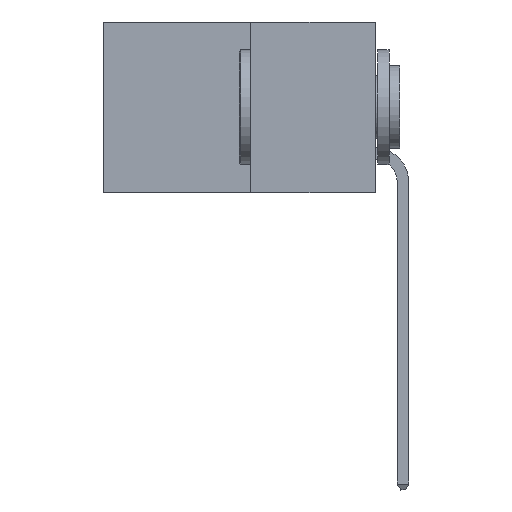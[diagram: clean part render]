
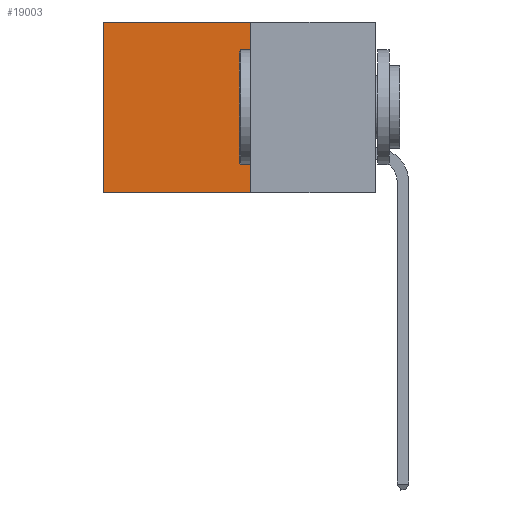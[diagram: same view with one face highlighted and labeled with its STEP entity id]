
A CAD part, left-side view. The second image highlights one B-rep face of the part: STEP entity #19003.
In plain terms, the highlighted planar face has unit normal (-1, 0, 0).
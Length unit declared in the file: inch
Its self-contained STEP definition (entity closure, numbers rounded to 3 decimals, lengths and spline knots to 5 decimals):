
#698 = ORIENTED_EDGE ( 'NONE', *, *, #18376, .F. ) ;
#1010 = VERTEX_POINT ( 'NONE', #10039 ) ;
#1405 = CARTESIAN_POINT ( 'NONE',  ( 0.277, 0.59, 0. ) ) ;
#1423 = LINE ( 'NONE', #20814, #14013 ) ;
#1435 = DIRECTION ( 'NONE',  ( 0., 0., -1. ) ) ;
#1823 = LINE ( 'NONE', #16410, #20047 ) ;
#1906 = EDGE_CURVE ( 'NONE', #6222, #7875, #1823, .T. ) ;
#3282 = VECTOR ( 'NONE', #7390, 39.37008 ) ;
#4003 = DIRECTION ( 'NONE',  ( 1., 0., 0. ) ) ;
#4617 = AXIS2_PLACEMENT_3D ( 'NONE', #10537, #4003, #15404 ) ;
#5306 = CARTESIAN_POINT ( 'NONE',  ( 0.277, 0.27, 0. ) ) ;
#5757 = CARTESIAN_POINT ( 'NONE',  ( 0.277, 0.27, -0.37 ) ) ;
#5929 = EDGE_CURVE ( 'NONE', #1010, #20905, #15915, .T. ) ;
#6222 = VERTEX_POINT ( 'NONE', #12539 ) ;
#6953 = DIRECTION ( 'NONE',  ( 0., 1., 0. ) ) ;
#7131 = LINE ( 'NONE', #5757, #3282 ) ;
#7135 = FACE_OUTER_BOUND ( 'NONE', #19218, .T. ) ;
#7390 = DIRECTION ( 'NONE',  ( 0., 0., -1. ) ) ;
#7633 = ORIENTED_EDGE ( 'NONE', *, *, #15686, .T. ) ;
#7875 = VERTEX_POINT ( 'NONE', #8449 ) ;
#8449 = CARTESIAN_POINT ( 'NONE',  ( 0.277, 0.59, -0.37 ) ) ;
#10039 = CARTESIAN_POINT ( 'NONE',  ( 0.277, 0.27, 0. ) ) ;
#10537 = CARTESIAN_POINT ( 'NONE',  ( 0.277, 0.27, -0.37 ) ) ;
#11147 = VECTOR ( 'NONE', #6953, 39.37008 ) ;
#12199 = PLANE ( 'NONE',  #4617 ) ;
#12539 = CARTESIAN_POINT ( 'NONE',  ( 0.277, 0.27, -0.37 ) ) ;
#14013 = VECTOR ( 'NONE', #1435, 39.37008 ) ;
#14819 = ORIENTED_EDGE ( 'NONE', *, *, #5929, .T. ) ;
#15404 = DIRECTION ( 'NONE',  ( 0., 0., -1. ) ) ;
#15686 = EDGE_CURVE ( 'NONE', #20905, #7875, #1423, .T. ) ;
#15915 = LINE ( 'NONE', #5306, #11147 ) ;
#16274 = ORIENTED_EDGE ( 'NONE', *, *, #1906, .F. ) ;
#16410 = CARTESIAN_POINT ( 'NONE',  ( 0.277, 0.27, -0.37 ) ) ;
#16799 = DIRECTION ( 'NONE',  ( 0., 1., 0. ) ) ;
#18376 = EDGE_CURVE ( 'NONE', #1010, #6222, #7131, .T. ) ;
#19003 = ADVANCED_FACE ( 'NONE', ( #7135 ), #12199, .F. ) ;
#19218 = EDGE_LOOP ( 'NONE', ( #7633, #16274, #698, #14819 ) ) ;
#20047 = VECTOR ( 'NONE', #16799, 39.37008 ) ;
#20814 = CARTESIAN_POINT ( 'NONE',  ( 0.277, 0.59, -0.37 ) ) ;
#20905 = VERTEX_POINT ( 'NONE', #1405 ) ;
